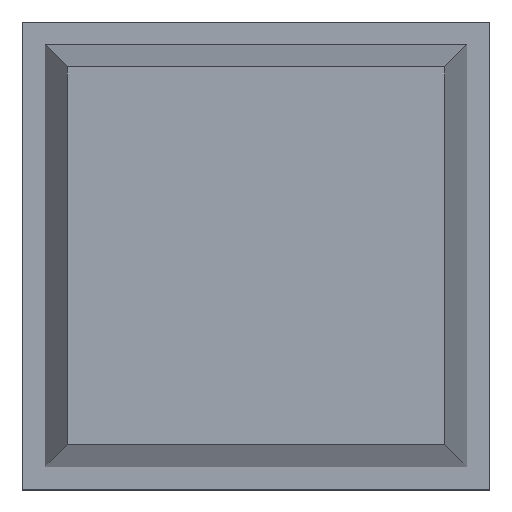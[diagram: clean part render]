
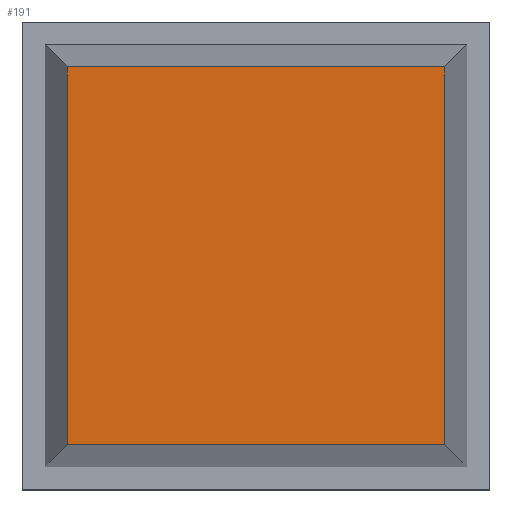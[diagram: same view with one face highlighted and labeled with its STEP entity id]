
A CAD part, top view. The second image highlights one B-rep face of the part: STEP entity #191.
In plain terms, the highlighted planar face has unit normal (0, 0, 1).
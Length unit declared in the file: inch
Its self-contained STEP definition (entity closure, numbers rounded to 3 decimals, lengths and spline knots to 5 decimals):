
#191=ADVANCED_FACE('',(#444),#445,.T.);
#444=FACE_OUTER_BOUND('',#770,.T.);
#445=PLANE('',#771);
#770=EDGE_LOOP('',(#1206,#1207,#1208,#1209));
#771=AXIS2_PLACEMENT_3D('',#1210,#1211,#1212);
#1206=ORIENTED_EDGE('',*,*,#1696,.T.);
#1207=ORIENTED_EDGE('',*,*,#1697,.T.);
#1208=ORIENTED_EDGE('',*,*,#1632,.T.);
#1209=ORIENTED_EDGE('',*,*,#1698,.T.);
#1210=CARTESIAN_POINT('',(0.,0.,0.35236));
#1211=DIRECTION('',(0.,0.,1.0));
#1212=DIRECTION('',(1.0,0.0,0.));
#1632=EDGE_CURVE('',#1838,#1839,#1840,.T.);
#1696=EDGE_CURVE('',#1948,#1949,#1950,.T.);
#1697=EDGE_CURVE('',#1949,#1838,#1951,.T.);
#1698=EDGE_CURVE('',#1839,#1948,#1952,.T.);
#1838=VERTEX_POINT('',#2144);
#1839=VERTEX_POINT('',#2145);
#1840=LINE('',#2146,#2147);
#1948=VERTEX_POINT('',#2304);
#1949=VERTEX_POINT('',#2305);
#1950=LINE('',#2306,#2307);
#1951=LINE('',#2308,#2309);
#1952=LINE('',#2310,#2311);
#2144=CARTESIAN_POINT('',(0.24213,-0.24213,0.35236));
#2145=CARTESIAN_POINT('',(0.24213,0.24213,0.35236));
#2146=CARTESIAN_POINT('',(0.24213,-0.24213,0.35236));
#2147=VECTOR('',#2587,1.0);
#2304=CARTESIAN_POINT('',(-0.24213,0.24213,0.35236));
#2305=CARTESIAN_POINT('',(-0.24213,-0.24213,0.35236));
#2306=CARTESIAN_POINT('',(-0.24213,0.24213,0.35236));
#2307=VECTOR('',#2657,1.0);
#2308=CARTESIAN_POINT('',(-0.24213,-0.24213,0.35236));
#2309=VECTOR('',#2658,1.0);
#2310=CARTESIAN_POINT('',(0.24213,0.24213,0.35236));
#2311=VECTOR('',#2659,1.0);
#2587=DIRECTION('',(0.0,1.0,0.0));
#2657=DIRECTION('',(0.0,-1.0,0.0));
#2658=DIRECTION('',(1.0,0.0,0.0));
#2659=DIRECTION('',(-1.0,0.0,0.0));
